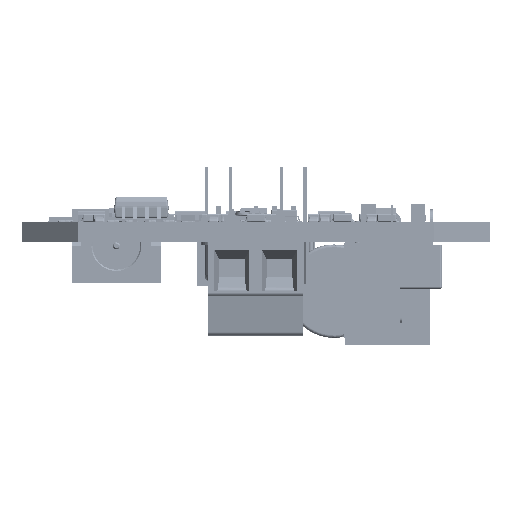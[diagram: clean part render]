
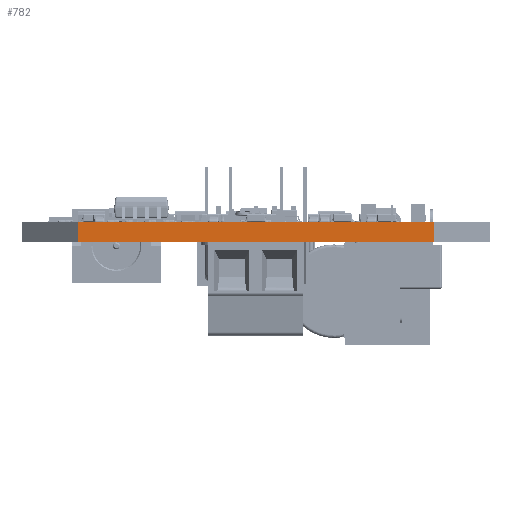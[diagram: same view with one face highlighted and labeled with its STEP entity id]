
A CAD part, front view. The second image highlights one B-rep face of the part: STEP entity #782.
In plain terms, the highlighted planar face has unit normal (0, -1, 0).
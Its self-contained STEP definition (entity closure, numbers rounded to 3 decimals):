
#428 = EDGE_CURVE('',#429,#431,#433,.T.);
#429 = VERTEX_POINT('',#430);
#430 = CARTESIAN_POINT('',(-0.01,0.01,0.));
#431 = VERTEX_POINT('',#432);
#432 = CARTESIAN_POINT('',(-0.01,0.01,2.189));
#433 = LINE('',#434,#435);
#434 = CARTESIAN_POINT('',(-0.01,0.01,0.));
#435 = VECTOR('',#436,1.);
#436 = DIRECTION('',(0.,0.,1.));
#757 = VERTEX_POINT('',#758);
#758 = CARTESIAN_POINT('',(38.01,0.01,2.189));
#764 = EDGE_CURVE('',#765,#757,#767,.T.);
#765 = VERTEX_POINT('',#766);
#766 = CARTESIAN_POINT('',(38.01,0.01,0.));
#767 = LINE('',#768,#769);
#768 = CARTESIAN_POINT('',(38.01,0.01,0.));
#769 = VECTOR('',#770,1.);
#770 = DIRECTION('',(0.,0.,1.));
#782 = ADVANCED_FACE('',(#783),#799,.T.);
#783 = FACE_BOUND('',#784,.T.);
#784 = EDGE_LOOP('',(#785,#786,#792,#793));
#785 = ORIENTED_EDGE('',*,*,#764,.T.);
#786 = ORIENTED_EDGE('',*,*,#787,.T.);
#787 = EDGE_CURVE('',#757,#431,#788,.T.);
#788 = LINE('',#789,#790);
#789 = CARTESIAN_POINT('',(38.01,0.01,2.189));
#790 = VECTOR('',#791,1.);
#791 = DIRECTION('',(-1.,0.,0.));
#792 = ORIENTED_EDGE('',*,*,#428,.F.);
#793 = ORIENTED_EDGE('',*,*,#794,.F.);
#794 = EDGE_CURVE('',#765,#429,#795,.T.);
#795 = LINE('',#796,#797);
#796 = CARTESIAN_POINT('',(38.01,0.01,0.));
#797 = VECTOR('',#798,1.);
#798 = DIRECTION('',(-1.,0.,0.));
#799 = PLANE('',#800);
#800 = AXIS2_PLACEMENT_3D('',#801,#802,#803);
#801 = CARTESIAN_POINT('',(38.01,0.01,0.));
#802 = DIRECTION('',(0.,-1.,0.));
#803 = DIRECTION('',(-1.,0.,0.));
